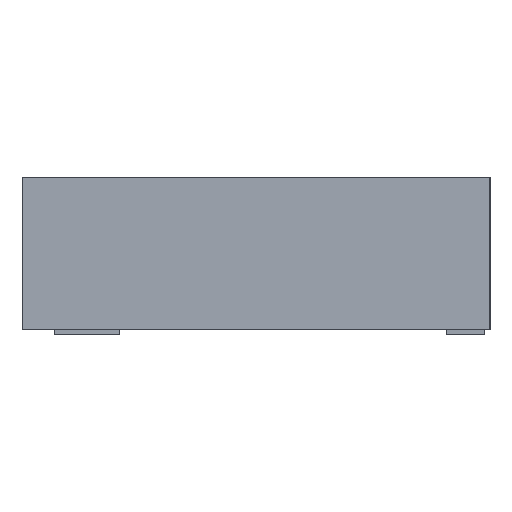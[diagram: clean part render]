
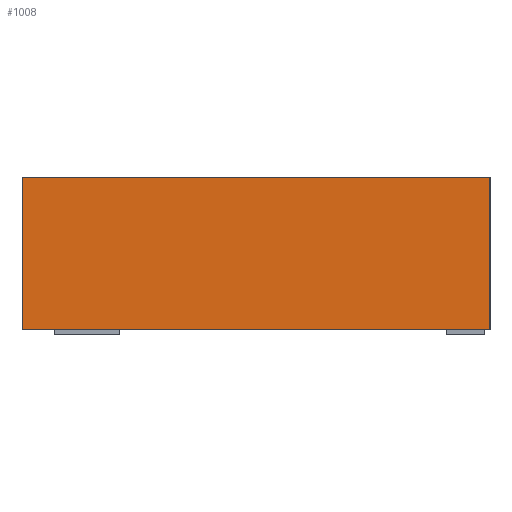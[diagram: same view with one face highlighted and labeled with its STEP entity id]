
A CAD part, left-side view. The second image highlights one B-rep face of the part: STEP entity #1008.
In plain terms, the highlighted planar face has unit normal (-1, 0, 0).
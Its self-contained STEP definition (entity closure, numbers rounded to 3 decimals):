
#151 = EDGE_CURVE('',#152,#154,#156,.T.);
#152 = VERTEX_POINT('',#153);
#153 = CARTESIAN_POINT('',(-3.3,-0.15,-0.675));
#154 = VERTEX_POINT('',#155);
#155 = CARTESIAN_POINT('',(-3.3,4.15,-0.675));
#156 = LINE('',#157,#158);
#157 = CARTESIAN_POINT('',(-3.3,2.275,-0.675));
#158 = VECTOR('',#159,1.);
#159 = DIRECTION('',(0.,1.,0.));
#417 = VERTEX_POINT('',#418);
#418 = CARTESIAN_POINT('',(-3.3,-0.15,0.725));
#426 = EDGE_CURVE('',#417,#152,#427,.T.);
#427 = LINE('',#428,#429);
#428 = CARTESIAN_POINT('',(-3.3,-0.15,0.125));
#429 = VECTOR('',#430,1.);
#430 = DIRECTION('',(0.,0.,-1.));
#1008 = ADVANCED_FACE('',(#1009),#1027,.T.);
#1009 = FACE_BOUND('',#1010,.T.);
#1010 = EDGE_LOOP('',(#1011,#1019,#1020,#1021));
#1011 = ORIENTED_EDGE('',*,*,#1012,.T.);
#1012 = EDGE_CURVE('',#1013,#154,#1015,.T.);
#1013 = VERTEX_POINT('',#1014);
#1014 = CARTESIAN_POINT('',(-3.3,4.15,0.725));
#1015 = LINE('',#1016,#1017);
#1016 = CARTESIAN_POINT('',(-3.3,4.15,0.025));
#1017 = VECTOR('',#1018,1.);
#1018 = DIRECTION('',(0.,0.,-1.));
#1019 = ORIENTED_EDGE('',*,*,#151,.F.);
#1020 = ORIENTED_EDGE('',*,*,#426,.F.);
#1021 = ORIENTED_EDGE('',*,*,#1022,.F.);
#1022 = EDGE_CURVE('',#1013,#417,#1023,.T.);
#1023 = LINE('',#1024,#1025);
#1024 = CARTESIAN_POINT('',(-3.3,2.,0.725));
#1025 = VECTOR('',#1026,1.);
#1026 = DIRECTION('',(0.,-1.,0.));
#1027 = PLANE('',#1028);
#1028 = AXIS2_PLACEMENT_3D('',#1029,#1030,#1031);
#1029 = CARTESIAN_POINT('',(-3.3,4.15,-0.675));
#1030 = DIRECTION('',(-1.,0.,0.));
#1031 = DIRECTION('',(0.,-1.,0.));
